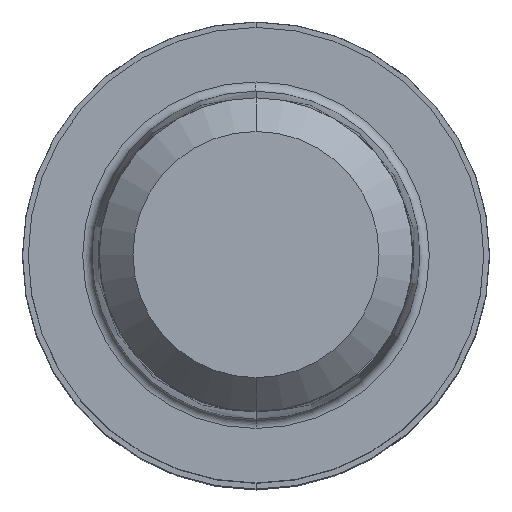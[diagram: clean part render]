
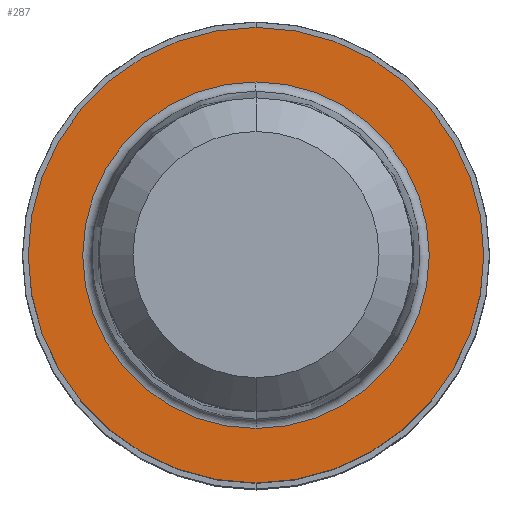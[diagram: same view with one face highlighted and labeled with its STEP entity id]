
A CAD part, top view. The second image highlights one B-rep face of the part: STEP entity #287.
In plain terms, the highlighted planar face has unit normal (0, 0, 1).
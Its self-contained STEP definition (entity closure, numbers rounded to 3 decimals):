
#243=EDGE_CURVE('',#425,#295,#589,.T.);
#265=EDGE_CURVE('',#293,#457,#616,.T.);
#273=EDGE_CURVE('',#457,#293,#627,.T.);
#287=ADVANCED_FACE('',(#645,#646),#647,.T.);
#293=VERTEX_POINT('',#654);
#295=VERTEX_POINT('',#656);
#425=VERTEX_POINT('',#794);
#457=VERTEX_POINT('',#831);
#495=EDGE_CURVE('',#295,#425,#873,.T.);
#589=CIRCLE('',#973,4.45);
#616=CIRCLE('',#1004,5.85);
#627=CIRCLE('',#1017,5.85);
#645=FACE_OUTER_BOUND('',#1037,.T.);
#646=FACE_BOUND('',#1038,.T.);
#647=PLANE('',#1039);
#654=CARTESIAN_POINT('',(0.,-5.85,0.01));
#656=CARTESIAN_POINT('',(0.0,4.45,0.01));
#794=CARTESIAN_POINT('',(0.,-4.45,0.01));
#831=CARTESIAN_POINT('',(0.0,5.85,0.01));
#873=CIRCLE('',#1338,4.45);
#973=AXIS2_PLACEMENT_3D('',#1452,#1453,#1454);
#1004=AXIS2_PLACEMENT_3D('',#1499,#1500,#1501);
#1017=AXIS2_PLACEMENT_3D('',#1521,#1522,#1523);
#1037=EDGE_LOOP('',(#1547,#1548));
#1038=EDGE_LOOP('',(#1549,#1550));
#1039=AXIS2_PLACEMENT_3D('',#1551,#1552,#1553);
#1338=AXIS2_PLACEMENT_3D('',#1812,#1813,#1814);
#1452=CARTESIAN_POINT('',(0.0,0.0,0.01));
#1453=DIRECTION('',(0.0,0.0,-1.0));
#1454=DIRECTION('',(0.0,1.0,0.0));
#1499=CARTESIAN_POINT('',(0.0,0.0,0.01));
#1500=DIRECTION('',(0.0,0.0,-1.0));
#1501=DIRECTION('',(0.0,1.0,0.0));
#1521=CARTESIAN_POINT('',(0.0,0.0,0.01));
#1522=DIRECTION('',(0.0,0.0,-1.0));
#1523=DIRECTION('',(0.0,1.0,0.0));
#1547=ORIENTED_EDGE('',*,*,#273,.F.);
#1548=ORIENTED_EDGE('',*,*,#265,.F.);
#1549=ORIENTED_EDGE('',*,*,#495,.T.);
#1550=ORIENTED_EDGE('',*,*,#243,.T.);
#1551=CARTESIAN_POINT('',(0.0,2.925,0.01));
#1552=DIRECTION('',(-0.0,0.0,1.0));
#1553=DIRECTION('',(0.0,-1.0,0.0));
#1812=CARTESIAN_POINT('',(0.0,0.0,0.01));
#1813=DIRECTION('',(0.0,0.0,-1.0));
#1814=DIRECTION('',(0.0,1.0,0.0));
